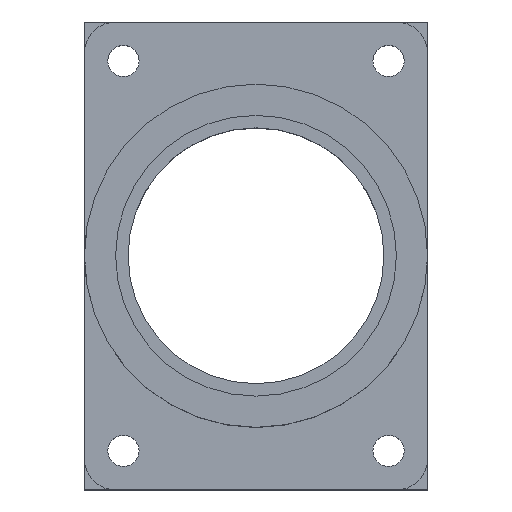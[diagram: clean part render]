
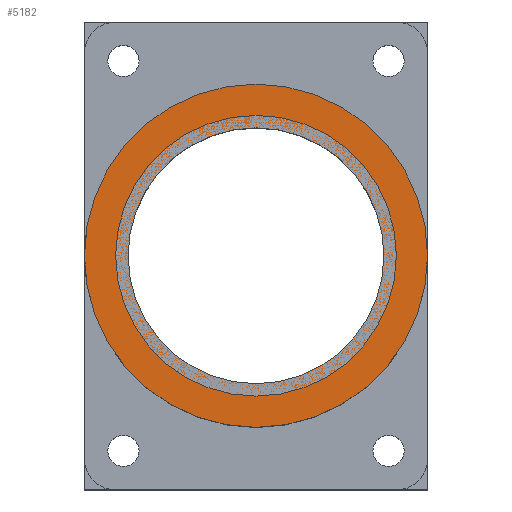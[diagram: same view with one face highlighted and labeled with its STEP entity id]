
A CAD part, top view. The second image highlights one B-rep face of the part: STEP entity #5182.
In plain terms, the highlighted planar face has unit normal (0, 0, 1).
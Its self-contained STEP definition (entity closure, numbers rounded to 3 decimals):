
#3678 = CYLINDRICAL_SURFACE('',#3679,22.);
#3679 = AXIS2_PLACEMENT_3D('',#3680,#3681,#3682);
#3680 = CARTESIAN_POINT('',(0.,0.,5.));
#3681 = DIRECTION('',(-0.,-0.,-1.));
#3682 = DIRECTION('',(1.,0.,0.));
#4213 = VERTEX_POINT('',#4214);
#4214 = CARTESIAN_POINT('',(22.,0.,20.));
#4259 = EDGE_CURVE('',#4213,#4213,#4260,.T.);
#4260 = SURFACE_CURVE('',#4261,(#4266,#4273),.PCURVE_S1.);
#4261 = CIRCLE('',#4262,22.);
#4262 = AXIS2_PLACEMENT_3D('',#4263,#4264,#4265);
#4263 = CARTESIAN_POINT('',(0.,0.,20.));
#4264 = DIRECTION('',(0.,0.,1.));
#4265 = DIRECTION('',(1.,0.,0.));
#4266 = PCURVE('',#3678,#4267);
#4267 = DEFINITIONAL_REPRESENTATION('',(#4268),#4272);
#4268 = LINE('',#4269,#4270);
#4269 = CARTESIAN_POINT('',(-0.,-15.));
#4270 = VECTOR('',#4271,1.);
#4271 = DIRECTION('',(-1.,0.));
#4272 = ( GEOMETRIC_REPRESENTATION_CONTEXT(2) 
PARAMETRIC_REPRESENTATION_CONTEXT() REPRESENTATION_CONTEXT('2D SPACE',''
  ) );
#4273 = PCURVE('',#4274,#4279);
#4274 = PLANE('',#4275);
#4275 = AXIS2_PLACEMENT_3D('',#4276,#4277,#4278);
#4276 = CARTESIAN_POINT('',(22.,0.,20.));
#4277 = DIRECTION('',(0.,0.,-1.));
#4278 = DIRECTION('',(-1.,0.,0.));
#4279 = DEFINITIONAL_REPRESENTATION('',(#4280),#4288);
#4280 = ( BOUNDED_CURVE() B_SPLINE_CURVE(2,(#4281,#4282,#4283,#4284,
#4285,#4286,#4287),.UNSPECIFIED.,.F.,.F.) B_SPLINE_CURVE_WITH_KNOTS((1,2
    ,2,2,2,1),(-2.094,0.,2.094,4.189,
6.283,8.378),.UNSPECIFIED.) CURVE() 
GEOMETRIC_REPRESENTATION_ITEM() RATIONAL_B_SPLINE_CURVE((1.,0.5,1.,0.5,
1.,0.5,1.)) REPRESENTATION_ITEM('') );
#4281 = CARTESIAN_POINT('',(0.,0.));
#4282 = CARTESIAN_POINT('',(0.,38.105));
#4283 = CARTESIAN_POINT('',(33.,19.053));
#4284 = CARTESIAN_POINT('',(66.,0.));
#4285 = CARTESIAN_POINT('',(33.,-19.053));
#4286 = CARTESIAN_POINT('',(0.,-38.105));
#4287 = CARTESIAN_POINT('',(0.,0.));
#4288 = ( GEOMETRIC_REPRESENTATION_CONTEXT(2) 
PARAMETRIC_REPRESENTATION_CONTEXT() REPRESENTATION_CONTEXT('2D SPACE',''
  ) );
#5182 = ADVANCED_FACE('',(#5183,#5186),#4274,.F.);
#5183 = FACE_BOUND('',#5184,.T.);
#5184 = EDGE_LOOP('',(#5185));
#5185 = ORIENTED_EDGE('',*,*,#4259,.T.);
#5186 = FACE_BOUND('',#5187,.F.);
#5187 = EDGE_LOOP('',(#5188));
#5188 = ORIENTED_EDGE('',*,*,#5189,.T.);
#5189 = EDGE_CURVE('',#5190,#5190,#5192,.T.);
#5190 = VERTEX_POINT('',#5191);
#5191 = CARTESIAN_POINT('',(16.4,0.,20.));
#5192 = SURFACE_CURVE('',#5193,(#5198,#5209),.PCURVE_S1.);
#5193 = CIRCLE('',#5194,16.4);
#5194 = AXIS2_PLACEMENT_3D('',#5195,#5196,#5197);
#5195 = CARTESIAN_POINT('',(0.,0.,20.));
#5196 = DIRECTION('',(0.,0.,1.));
#5197 = DIRECTION('',(1.,0.,0.));
#5198 = PCURVE('',#4274,#5199);
#5199 = DEFINITIONAL_REPRESENTATION('',(#5200),#5208);
#5200 = ( BOUNDED_CURVE() B_SPLINE_CURVE(2,(#5201,#5202,#5203,#5204,
#5205,#5206,#5207),.UNSPECIFIED.,.F.,.F.) B_SPLINE_CURVE_WITH_KNOTS((1,2
    ,2,2,2,1),(-2.094,0.,2.094,4.189,
6.283,8.378),.UNSPECIFIED.) CURVE() 
GEOMETRIC_REPRESENTATION_ITEM() RATIONAL_B_SPLINE_CURVE((1.,0.5,1.,0.5,
1.,0.5,1.)) REPRESENTATION_ITEM('') );
#5201 = CARTESIAN_POINT('',(5.6,0.));
#5202 = CARTESIAN_POINT('',(5.6,28.406));
#5203 = CARTESIAN_POINT('',(30.2,14.203));
#5204 = CARTESIAN_POINT('',(54.8,0.));
#5205 = CARTESIAN_POINT('',(30.2,-14.203));
#5206 = CARTESIAN_POINT('',(5.6,-28.406));
#5207 = CARTESIAN_POINT('',(5.6,0.));
#5208 = ( GEOMETRIC_REPRESENTATION_CONTEXT(2) 
PARAMETRIC_REPRESENTATION_CONTEXT() REPRESENTATION_CONTEXT('2D SPACE',''
  ) );
#5209 = PCURVE('',#5210,#5215);
#5210 = CYLINDRICAL_SURFACE('',#5211,16.4);
#5211 = AXIS2_PLACEMENT_3D('',#5212,#5213,#5214);
#5212 = CARTESIAN_POINT('',(0.,0.,5.));
#5213 = DIRECTION('',(-0.,-0.,-1.));
#5214 = DIRECTION('',(1.,0.,0.));
#5215 = DEFINITIONAL_REPRESENTATION('',(#5216),#5220);
#5216 = LINE('',#5217,#5218);
#5217 = CARTESIAN_POINT('',(-0.,-15.));
#5218 = VECTOR('',#5219,1.);
#5219 = DIRECTION('',(-1.,0.));
#5220 = ( GEOMETRIC_REPRESENTATION_CONTEXT(2) 
PARAMETRIC_REPRESENTATION_CONTEXT() REPRESENTATION_CONTEXT('2D SPACE',''
  ) );
